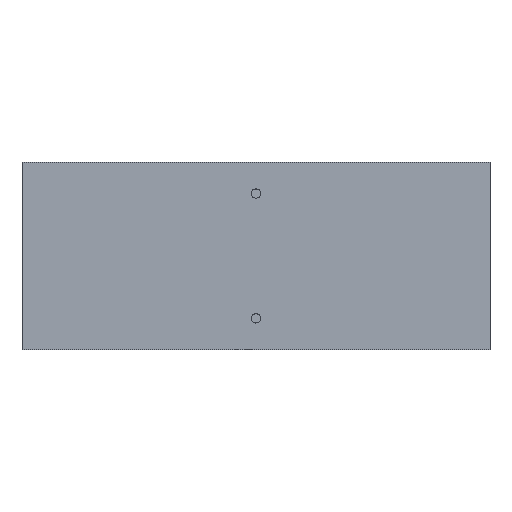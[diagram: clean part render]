
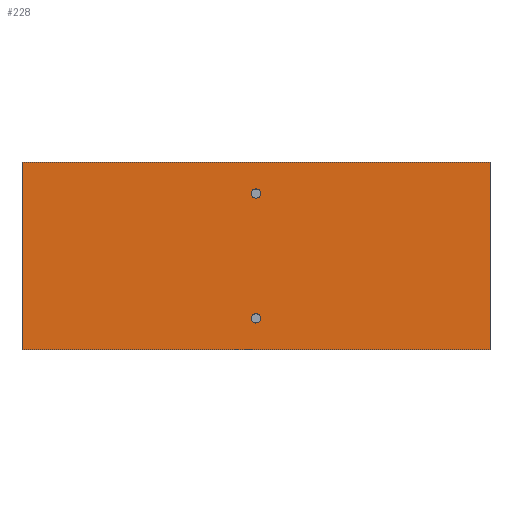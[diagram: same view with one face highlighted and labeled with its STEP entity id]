
A CAD part, top view. The second image highlights one B-rep face of the part: STEP entity #228.
In plain terms, the highlighted planar face has unit normal (0, 0, 1).
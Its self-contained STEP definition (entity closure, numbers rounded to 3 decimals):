
#62=CARTESIAN_POINT('POINT7',(0.,120.,10.));
#63=VERTEX_POINT('VERTEX7',#62);
#64=CARTESIAN_POINT('POINT8',(300.,120.,10.));
#65=VERTEX_POINT('VERTEX8',#64);
#66=CARTESIAN_POINT('POS8',(150.,120.,10.));
#67=DIRECTION('DIR11',(1.,0.,0.));
#68=VECTOR('VEC5',#67,1.);
#69=LINE('STRAIGHT5',#66,#68);
#70=EDGE_CURVE('EDGE7',#63,#65,#69,.T.);
#93=CARTESIAN_POINT('POINT9',(300.,0.,10.));
#94=VERTEX_POINT('VERTEX9',#93);
#95=CARTESIAN_POINT('POS12',(300.,60.,10.));
#96=DIRECTION('DIR16',(0.,-1.,0.));
#97=VECTOR('VEC8',#96,1.);
#98=LINE('STRAIGHT8',#95,#97);
#99=EDGE_CURVE('EDGE10',#65,#94,#98,.T.);
#117=CARTESIAN_POINT('POINT10',(0.,
   0.,10.));
#118=VERTEX_POINT('VERTEX10',#117);
#119=CARTESIAN_POINT('POS15',(150.,0.,10.));
#120=DIRECTION('DIR20',(-1.,0.,0.));
#121=VECTOR('VEC10',#120,1.);
#122=LINE('STRAIGHT10',#119,#121);
#123=EDGE_CURVE('EDGE12',#94,#118,#122,.T.);
#143=CARTESIAN_POINT('POS18',(0.,60.,10.));
#144=DIRECTION('DIR24',(0.,-1.,0.));
#145=VECTOR('VEC12',#144,1.);
#146=LINE('STRAIGHT12',#143,#145);
#147=EDGE_CURVE('EDGE14',#63,#118,#146,.T.);
#158=CARTESIAN_POINT('POINT11',(147.,100.,10.));
#159=VERTEX_POINT('VERTEX11',#158);
#167=CARTESIAN_POINT('POINT12',(153.,100.,10.));
#168=VERTEX_POINT('VERTEX12',#167);
#175=CARTESIAN_POINT('POS22',(150.,100.,10.));
#176=DIRECTION('DIR29',(0.,0.,-1.));
#177=DIRECTION('DIR30',(-1.,0.,0.));
#178=AXIS2_PLACEMENT_3D('AXIS8',#175,#176,#177);
#179=CIRCLE('ELLIPSE2',#178,3.);
#180=EDGE_CURVE('EDGE17',#159,#168,#179,.T.);
#191=EDGE_CURVE('EDGE18',#168,#159,#179,.T.);
#198=ORIENTED_EDGE('COEDGE31',*,*,#191,.T.);
#199=ORIENTED_EDGE('COEDGE32',*,*,#180,.T.);
#200=EDGE_LOOP('NONE',(#198,#199));
#201=FACE_BOUND('LOOP1',#200,.T.);
#202=CARTESIAN_POINT('POINT13',(153.,20.,10.));
#203=VERTEX_POINT('VERTEX13',#202);
#204=CARTESIAN_POINT('POINT14',(147.,20.,10.));
#205=VERTEX_POINT('VERTEX14',#204);
#206=CARTESIAN_POINT('POS24',(150.,20.,10.));
#207=DIRECTION('DIR33',(0.,0.,-1.));
#208=DIRECTION('DIR34',(-1.,0.,0.));
#209=AXIS2_PLACEMENT_3D('AXIS10',#206,#207,#208);
#210=CIRCLE('ELLIPSE3',#209,3.);
#211=EDGE_CURVE('EDGE19',#203,#205,#210,.T.);
#212=ORIENTED_EDGE('COEDGE33',*,*,#211,.T.);
#213=EDGE_CURVE('EDGE20',#205,#203,#210,.T.);
#214=ORIENTED_EDGE('COEDGE34',*,*,#213,.T.);
#215=EDGE_LOOP('NONE',(#212,#214));
#216=FACE_BOUND('LOOP1',#215,.T.);
#217=ORIENTED_EDGE('COEDGE35',*,*,#147,.T.);
#218=ORIENTED_EDGE('COEDGE36',*,*,#123,.F.);
#219=ORIENTED_EDGE('COEDGE37',*,*,#99,.F.);
#220=ORIENTED_EDGE('COEDGE38',*,*,#70,.F.);
#221=EDGE_LOOP('NONE',(#217,#218,#219,#220));
#222=FACE_BOUND('LOOP1',#221,.T.);
#223=CARTESIAN_POINT('POS25',(150.,60.,10.));
#224=DIRECTION('DIR35',(0.,0.,-1.));
#225=DIRECTION('DIR36',(1.,0.,0.));
#226=AXIS2_PLACEMENT_3D('AXIS11',#223,#224,#225);
#227=PLANE('PLANE7',#226);
#228=ADVANCED_FACE('FACE9',(#201,#216,#222),#227,.F.);
